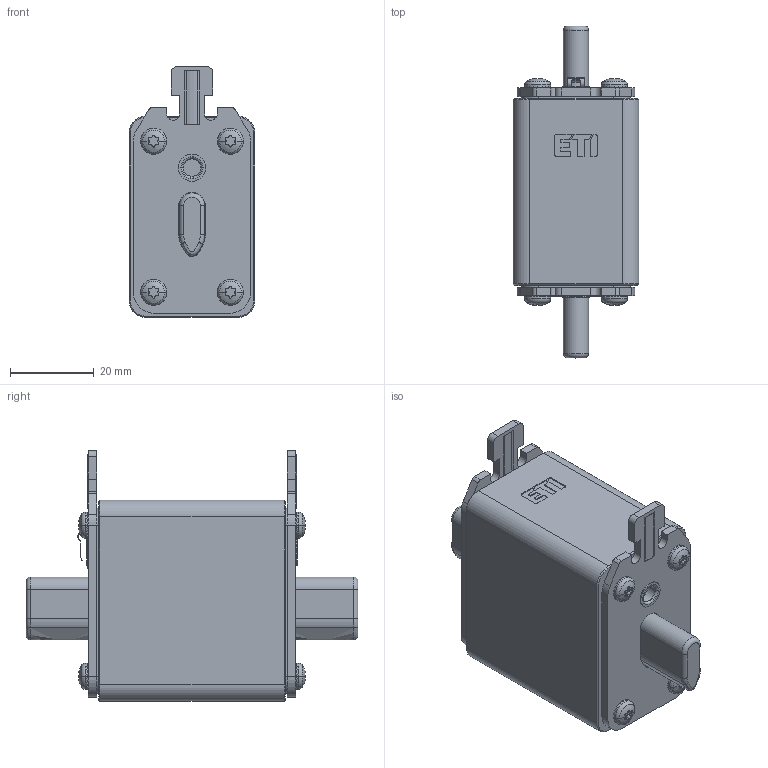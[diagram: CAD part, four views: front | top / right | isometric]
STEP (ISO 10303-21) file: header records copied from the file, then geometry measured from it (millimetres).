
FILE_DESCRIPTION((''),'2;1');
FILE_NAME('NH00_ASM','2025-02-27T12:55:04',('klemen.sitar'),('Audax d.o.o.'),'CREO PARAMETRIC BY PTC INC, 2021304','CREO PARAMETRIC BY PTC INC, 2021304','');
FILE_SCHEMA(('AP242_MANAGED_MODEL_BASED_3D_ENGINEERING_MIM_LF { 1 0 10303 442 1 1 4 }'));
Length unit declared in the file: millimetre
Products named in the file (13): OSNOVA_15; MEDLEGA_9; NH00_POKROV_10; 0000045991_2; 0000002605_1; PRT0001_1; PRT0002_1; PRT0003_1; PRT0005_1; 0000011586_1; 0000011580_1; PRT0007_14; NH00_ASM
Assembly tree (18 placements, depth 2):
  NH00_ASM
    OSNOVA_15
    MEDLEGA_9  x2
    NH00_POKROV_10  x2
    0000045991_2  x2
    0000002605_1  x4
    PRT0001_1
    PRT0002_1
    PRT0003_1
    PRT0005_1
    0000011586_1
    0000011580_1
    PRT0007_14
Bounding box: 30 x 79.1 x 59.8 mm (x, y, z)
Volume: 74425.1 mm3; surface area: 25751.7 mm2
Topology: 18 solids, 26 shells, 1068 faces, 2813 edges, 1774 vertices
Faces by surface type: plane 484, cylinder 467, torus 58, bspline 21, cone 16, sphere 16, extrusion 6
Entity records: 29536 total; most frequent: CARTESIAN_POINT 6070, ORIENTED_EDGE 3578, DIRECTION 3571, EDGE_CURVE 1799, PRESENTATION_STYLE_ASSIGNMENT 1730, STYLED_ITEM 1730, CURVE_STYLE 1656, AXIS2_PLACEMENT_3D 1350
